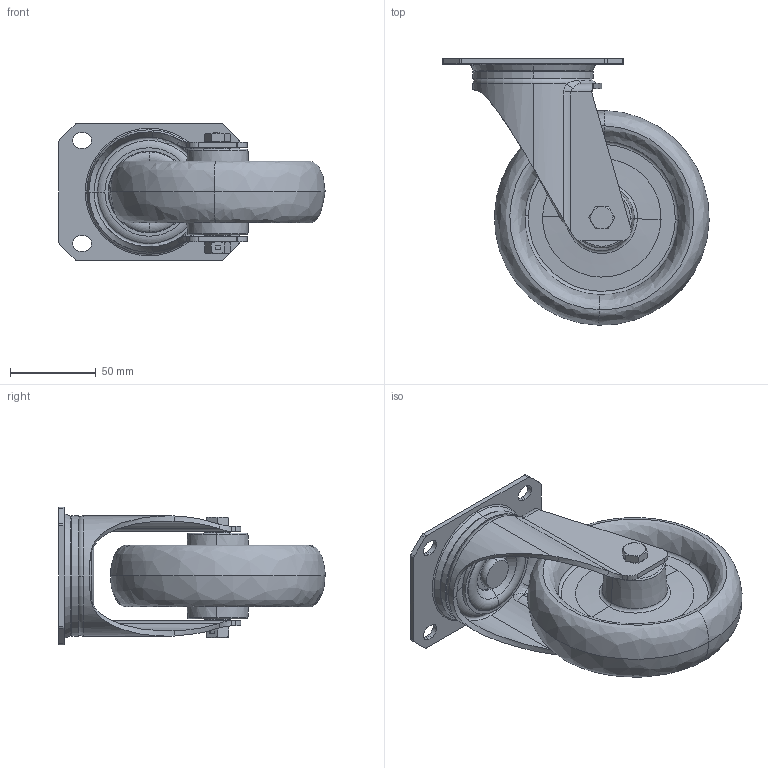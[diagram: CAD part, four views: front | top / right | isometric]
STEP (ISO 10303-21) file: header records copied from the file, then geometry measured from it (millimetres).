
FILE_DESCRIPTION (( 'STEP AP214' ), '1' );
FILE_NAME ('0056060.step', '2023-06-26T07:48:26', ( '' ), ( '' ), 'SwSTEP 2.0', 'SolidWorks 2020', '' );
FILE_SCHEMA (( 'AUTOMOTIVE_DESIGN' ));
Length unit declared in the file: millimetre
Products named in the file (1): 0056060
Bounding box: 154.97 x 154.97 x 80 mm (x, y, z)
Volume: 328275.7 mm3; surface area: 110226.7 mm2
Topology: 19 solids, 19 shells, 471 faces, 1098 edges, 683 vertices
Faces by surface type: plane 196, cylinder 84, torus 80, cone 60, bspline 51
Entity records: 21037 total; most frequent: CARTESIAN_POINT 5028, ORIENTED_EDGE 2196, DIRECTION 2181, EDGE_CURVE 1098, AXIS2_PLACEMENT_3D 828, VERTEX_POINT 683, VECTOR 525, LINE 525
